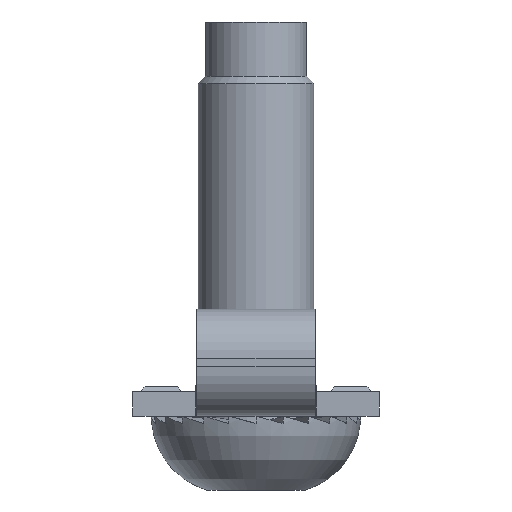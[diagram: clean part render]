
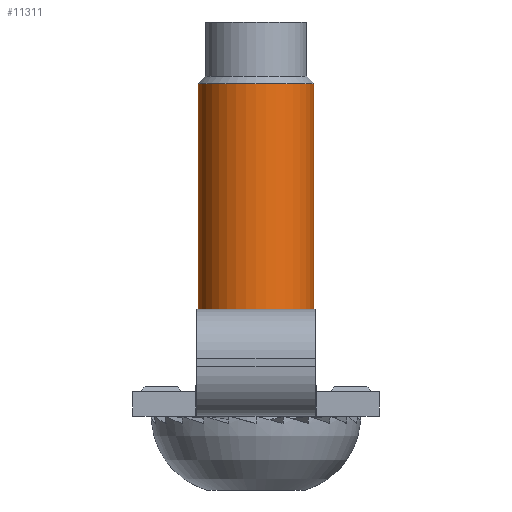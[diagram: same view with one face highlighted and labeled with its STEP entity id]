
A CAD part, left-side view. The second image highlights one B-rep face of the part: STEP entity #11311.
In plain terms, the highlighted cylindrical face has radius 2.35 mm (diameter 4.7 mm), a partial arc.
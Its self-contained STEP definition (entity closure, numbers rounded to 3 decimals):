
#6197 = VERTEX_POINT('',#6198);
#6198 = CARTESIAN_POINT('',(-2.303,5.993,
    1.666));
#6199 = VERTEX_POINT('',#6200);
#6200 = CARTESIAN_POINT('',(-2.303,1.293,
    1.666));
#6208 = CYLINDRICAL_SURFACE('',#6209,2.35);
#6209 = AXIS2_PLACEMENT_3D('',#6210,#6211,#6212);
#6210 = CARTESIAN_POINT('',(-2.303,3.643,
    14.666));
#6211 = DIRECTION('',(0.,0.,-1.));
#6212 = DIRECTION('',(0.,-1.,0.));
#6232 = EDGE_CURVE('',#6197,#6233,#6235,.T.);
#6233 = VERTEX_POINT('',#6234);
#6234 = CARTESIAN_POINT('',(-2.303,5.993,
    12.166));
#6235 = SURFACE_CURVE('',#6236,(#6240,#6247),.PCURVE_S1.);
#6236 = LINE('',#6237,#6238);
#6237 = CARTESIAN_POINT('',(-2.303,5.993,
    14.666));
#6238 = VECTOR('',#6239,1.);
#6239 = DIRECTION('',(-0.,-0.,1.));
#6240 = PCURVE('',#6208,#6241);
#6241 = DEFINITIONAL_REPRESENTATION('',(#6242),#6246);
#6242 = LINE('',#6243,#6244);
#6243 = CARTESIAN_POINT('',(3.142,0.));
#6244 = VECTOR('',#6245,1.);
#6245 = DIRECTION('',(0.,-1.));
#6246 = ( GEOMETRIC_REPRESENTATION_CONTEXT(2) 
PARAMETRIC_REPRESENTATION_CONTEXT() REPRESENTATION_CONTEXT('2D SPACE',''
  ) );
#6247 = PCURVE('',#6248,#6253);
#6248 = CYLINDRICAL_SURFACE('',#6249,2.35);
#6249 = AXIS2_PLACEMENT_3D('',#6250,#6251,#6252);
#6250 = CARTESIAN_POINT('',(-2.303,3.643,
    14.666));
#6251 = DIRECTION('',(0.,0.,-1.));
#6252 = DIRECTION('',(0.,-1.,0.));
#6253 = DEFINITIONAL_REPRESENTATION('',(#6254),#6258);
#6254 = LINE('',#6255,#6256);
#6255 = CARTESIAN_POINT('',(3.142,0.));
#6256 = VECTOR('',#6257,1.);
#6257 = DIRECTION('',(0.,-1.));
#6258 = ( GEOMETRIC_REPRESENTATION_CONTEXT(2) 
PARAMETRIC_REPRESENTATION_CONTEXT() REPRESENTATION_CONTEXT('2D SPACE',''
  ) );
#6261 = VERTEX_POINT('',#6262);
#6262 = CARTESIAN_POINT('',(-2.303,1.293,
    12.166));
#6289 = EDGE_CURVE('',#6199,#6261,#6290,.T.);
#6290 = SURFACE_CURVE('',#6291,(#6295,#6302),.PCURVE_S1.);
#6291 = LINE('',#6292,#6293);
#6292 = CARTESIAN_POINT('',(-2.303,1.293,
    14.666));
#6293 = VECTOR('',#6294,1.);
#6294 = DIRECTION('',(-0.,-0.,1.));
#6295 = PCURVE('',#6208,#6296);
#6296 = DEFINITIONAL_REPRESENTATION('',(#6297),#6301);
#6297 = LINE('',#6298,#6299);
#6298 = CARTESIAN_POINT('',(6.283,0.));
#6299 = VECTOR('',#6300,1.);
#6300 = DIRECTION('',(0.,-1.));
#6301 = ( GEOMETRIC_REPRESENTATION_CONTEXT(2) 
PARAMETRIC_REPRESENTATION_CONTEXT() REPRESENTATION_CONTEXT('2D SPACE',''
  ) );
#6302 = PCURVE('',#6248,#6303);
#6303 = DEFINITIONAL_REPRESENTATION('',(#6304),#6308);
#6304 = LINE('',#6305,#6306);
#6305 = CARTESIAN_POINT('',(0.,0.));
#6306 = VECTOR('',#6307,1.);
#6307 = DIRECTION('',(0.,-1.));
#6308 = ( GEOMETRIC_REPRESENTATION_CONTEXT(2) 
PARAMETRIC_REPRESENTATION_CONTEXT() REPRESENTATION_CONTEXT('2D SPACE',''
  ) );
#6358 = CONICAL_SURFACE('',#6359,2.05,0.785);
#6359 = AXIS2_PLACEMENT_3D('',#6360,#6361,#6362);
#6360 = CARTESIAN_POINT('',(-2.303,3.643,
    12.466));
#6361 = DIRECTION('',(-0.,0.,-1.));
#6362 = DIRECTION('',(0.,1.,0.));
#6498 = CONICAL_SURFACE('',#6499,2.5,0.05);
#6499 = AXIS2_PLACEMENT_3D('',#6500,#6501,#6502);
#6500 = CARTESIAN_POINT('',(-2.303,3.643,
    -1.334));
#6501 = DIRECTION('',(-0.,0.,-1.));
#6502 = DIRECTION('',(0.,1.,0.));
#10365 = EDGE_CURVE('',#6199,#6197,#10366,.T.);
#10366 = SURFACE_CURVE('',#10367,(#10372,#10379),.PCURVE_S1.);
#10367 = CIRCLE('',#10368,2.35);
#10368 = AXIS2_PLACEMENT_3D('',#10369,#10370,#10371);
#10369 = CARTESIAN_POINT('',(-2.303,3.643,
    1.666));
#10370 = DIRECTION('',(0.,0.,-1.));
#10371 = DIRECTION('',(0.,1.,0.));
#10372 = PCURVE('',#6498,#10373);
#10373 = DEFINITIONAL_REPRESENTATION('',(#10374),#10378);
#10374 = LINE('',#10375,#10376);
#10375 = CARTESIAN_POINT('',(0.,-3.));
#10376 = VECTOR('',#10377,1.);
#10377 = DIRECTION('',(1.,0.));
#10378 = ( GEOMETRIC_REPRESENTATION_CONTEXT(2) 
PARAMETRIC_REPRESENTATION_CONTEXT() REPRESENTATION_CONTEXT('2D SPACE',''
  ) );
#10379 = PCURVE('',#6248,#10380);
#10380 = DEFINITIONAL_REPRESENTATION('',(#10381),#10385);
#10381 = LINE('',#10382,#10383);
#10382 = CARTESIAN_POINT('',(-3.142,13.));
#10383 = VECTOR('',#10384,1.);
#10384 = DIRECTION('',(1.,0.));
#10385 = ( GEOMETRIC_REPRESENTATION_CONTEXT(2) 
PARAMETRIC_REPRESENTATION_CONTEXT() REPRESENTATION_CONTEXT('2D SPACE',''
  ) );
#11290 = EDGE_CURVE('',#6261,#6233,#11291,.T.);
#11291 = SURFACE_CURVE('',#11292,(#11297,#11304),.PCURVE_S1.);
#11292 = CIRCLE('',#11293,2.35);
#11293 = AXIS2_PLACEMENT_3D('',#11294,#11295,#11296);
#11294 = CARTESIAN_POINT('',(-2.303,3.643,
    12.166));
#11295 = DIRECTION('',(0.,0.,-1.));
#11296 = DIRECTION('',(0.,1.,0.));
#11297 = PCURVE('',#6358,#11298);
#11298 = DEFINITIONAL_REPRESENTATION('',(#11299),#11303);
#11299 = LINE('',#11300,#11301);
#11300 = CARTESIAN_POINT('',(0.,0.3));
#11301 = VECTOR('',#11302,1.);
#11302 = DIRECTION('',(1.,0.));
#11303 = ( GEOMETRIC_REPRESENTATION_CONTEXT(2) 
PARAMETRIC_REPRESENTATION_CONTEXT() REPRESENTATION_CONTEXT('2D SPACE',''
  ) );
#11304 = PCURVE('',#6248,#11305);
#11305 = DEFINITIONAL_REPRESENTATION('',(#11306),#11310);
#11306 = LINE('',#11307,#11308);
#11307 = CARTESIAN_POINT('',(-3.142,2.5));
#11308 = VECTOR('',#11309,1.);
#11309 = DIRECTION('',(1.,0.));
#11310 = ( GEOMETRIC_REPRESENTATION_CONTEXT(2) 
PARAMETRIC_REPRESENTATION_CONTEXT() REPRESENTATION_CONTEXT('2D SPACE',''
  ) );
#11311 = ADVANCED_FACE('',(#11312),#6248,.T.);
#11312 = FACE_BOUND('',#11313,.T.);
#11313 = EDGE_LOOP('',(#11314,#11315,#11316,#11317));
#11314 = ORIENTED_EDGE('',*,*,#6232,.F.);
#11315 = ORIENTED_EDGE('',*,*,#10365,.F.);
#11316 = ORIENTED_EDGE('',*,*,#6289,.T.);
#11317 = ORIENTED_EDGE('',*,*,#11290,.T.);
